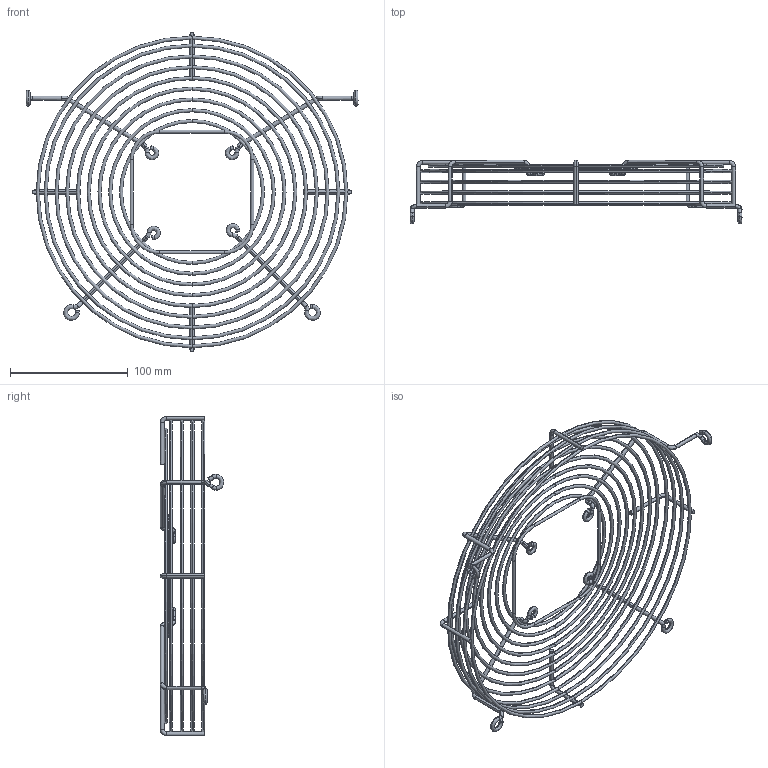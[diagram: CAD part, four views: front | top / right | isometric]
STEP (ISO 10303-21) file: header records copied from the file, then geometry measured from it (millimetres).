
FILE_DESCRIPTION (( 'STEP AP203' ), '1' );
FILE_NAME ('119-3637.STEP', '2024-12-03T15:13:11', ( '' ), ( '' ), 'SwSTEP 2.0', 'SolidWorks 2022', '' );
FILE_SCHEMA (( 'CONFIG_CONTROL_DESIGN' ));
Length unit declared in the file: millimetre
Products named in the file (1): 119-3637
Bounding box: 282.24 x 54.3 x 271.82 mm (x, y, z)
Surface area: 81040.1 mm2 (no closed solid volume)
Topology: 0 solids, 21 shells, 232 faces, 512 edges, 296 vertices
Faces by surface type: torus 108, cylinder 76, bspline 32, plane 16
Entity records: 10641 total; most frequent: CARTESIAN_POINT 5435, DIRECTION 1234, ORIENTED_EDGE 1024, AXIS2_PLACEMENT_3D 579, EDGE_CURVE 512, CIRCLE 378, VERTEX_POINT 296, ADVANCED_FACE 232
